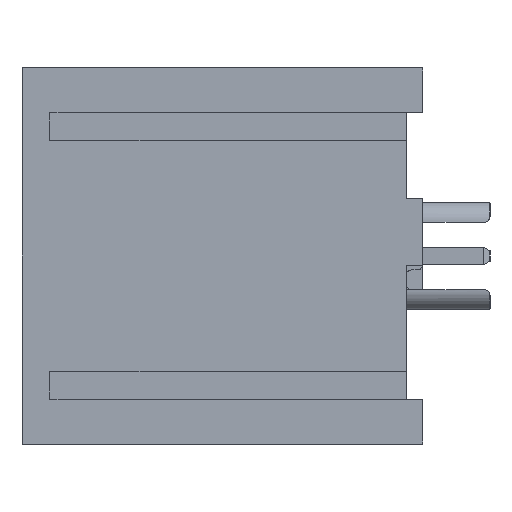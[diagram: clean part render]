
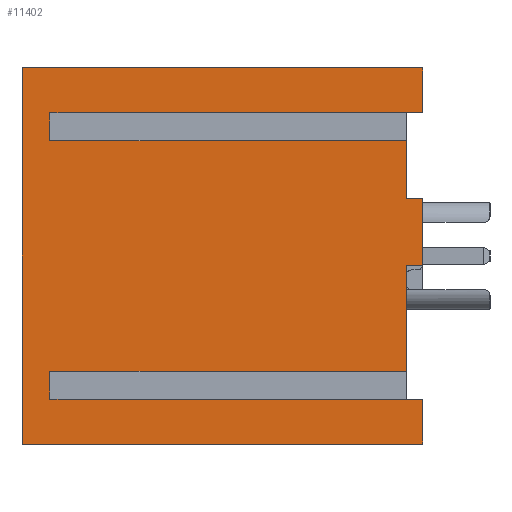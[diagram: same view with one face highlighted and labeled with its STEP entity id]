
A CAD part, left-side view. The second image highlights one B-rep face of the part: STEP entity #11402.
In plain terms, the highlighted planar face has unit normal (-1, 0, 0).
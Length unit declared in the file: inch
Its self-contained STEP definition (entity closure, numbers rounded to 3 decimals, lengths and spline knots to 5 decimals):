
#1844=ORIENTED_EDGE('',*,*,#3662,.F.);
#1845=ORIENTED_EDGE('',*,*,#4735,.T.);
#1846=ORIENTED_EDGE('',*,*,#4736,.T.);
#1847=ORIENTED_EDGE('',*,*,#4737,.F.);
#1848=ORIENTED_EDGE('',*,*,#3826,.F.);
#1849=ORIENTED_EDGE('',*,*,#4738,.T.);
#1850=ORIENTED_EDGE('',*,*,#4739,.T.);
#1851=ORIENTED_EDGE('',*,*,#4740,.F.);
#1852=ORIENTED_EDGE('',*,*,#4741,.F.);
#1853=ORIENTED_EDGE('',*,*,#3872,.F.);
#1854=ORIENTED_EDGE('',*,*,#4042,.T.);
#1855=ORIENTED_EDGE('',*,*,#4717,.T.);
#1856=ORIENTED_EDGE('',*,*,#4742,.F.);
#1857=ORIENTED_EDGE('',*,*,#4743,.F.);
#1858=ORIENTED_EDGE('',*,*,#4744,.T.);
#1859=ORIENTED_EDGE('',*,*,#4745,.T.);
#3662=EDGE_CURVE('',#5345,#5347,#6458,.T.);
#3826=EDGE_CURVE('',#5510,#5511,#6622,.T.);
#3872=EDGE_CURVE('',#5556,#5557,#6668,.T.);
#4042=EDGE_CURVE('',#5556,#5725,#6808,.T.);
#4717=EDGE_CURVE('',#5725,#6190,#7453,.T.);
#4735=EDGE_CURVE('',#5345,#6194,#7471,.T.);
#4736=EDGE_CURVE('',#6194,#6195,#7472,.T.);
#4737=EDGE_CURVE('',#5511,#6195,#7473,.T.);
#4738=EDGE_CURVE('',#5510,#6196,#7474,.T.);
#4739=EDGE_CURVE('',#6196,#6197,#7475,.T.);
#4740=EDGE_CURVE('',#6198,#6197,#7476,.T.);
#4741=EDGE_CURVE('',#5557,#6198,#7477,.T.);
#4742=EDGE_CURVE('',#6199,#6190,#7478,.T.);
#4743=EDGE_CURVE('',#6200,#6199,#7479,.T.);
#4744=EDGE_CURVE('',#6200,#6201,#7480,.T.);
#4745=EDGE_CURVE('',#6201,#5347,#7481,.T.);
#5345=VERTEX_POINT('',#15562);
#5347=VERTEX_POINT('',#15565);
#5510=VERTEX_POINT('',#15891);
#5511=VERTEX_POINT('',#15893);
#5556=VERTEX_POINT('',#15985);
#5557=VERTEX_POINT('',#15987);
#5725=VERTEX_POINT('',#16325);
#6190=VERTEX_POINT('',#17609);
#6194=VERTEX_POINT('',#17667);
#6195=VERTEX_POINT('',#17669);
#6196=VERTEX_POINT('',#17672);
#6197=VERTEX_POINT('',#17674);
#6198=VERTEX_POINT('',#17676);
#6199=VERTEX_POINT('',#17679);
#6200=VERTEX_POINT('',#17681);
#6201=VERTEX_POINT('',#17683);
#6458=LINE('',#15564,#7986);
#6622=LINE('',#15892,#8150);
#6668=LINE('',#15986,#8196);
#6808=LINE('',#16326,#8336);
#7453=LINE('',#17610,#8981);
#7471=LINE('',#17666,#8999);
#7472=LINE('',#17668,#9000);
#7473=LINE('',#17670,#9001);
#7474=LINE('',#17671,#9002);
#7475=LINE('',#17673,#9003);
#7476=LINE('',#17675,#9004);
#7477=LINE('',#17677,#9005);
#7478=LINE('',#17678,#9006);
#7479=LINE('',#17680,#9007);
#7480=LINE('',#17682,#9008);
#7481=LINE('',#17684,#9009);
#7986=VECTOR('',#12566,39.37008);
#8150=VECTOR('',#12730,39.37008);
#8196=VECTOR('',#12780,39.37008);
#8336=VECTOR('',#12982,39.37008);
#8981=VECTOR('',#13975,39.37008);
#8999=VECTOR('',#14063,39.37008);
#9000=VECTOR('',#14064,39.37008);
#9001=VECTOR('',#14065,39.37008);
#9002=VECTOR('',#14066,39.37008);
#9003=VECTOR('',#14067,39.37008);
#9004=VECTOR('',#14068,39.37008);
#9005=VECTOR('',#14069,39.37008);
#9006=VECTOR('',#14070,39.37008);
#9007=VECTOR('',#14071,39.37008);
#9008=VECTOR('',#14072,39.37008);
#9009=VECTOR('',#14073,39.37008);
#9713=EDGE_LOOP('',(#1844,#1845,#1846,#1847,#1848,#1849,#1850,#1851,#1852,
#1853,#1854,#1855,#1856,#1857,#1858,#1859));
#10315=FACE_BOUND('',#9713,.T.);
#10899=PLANE('',#12069);
#11402=ADVANCED_FACE('',(#10315),#10899,.F.);
#12069=AXIS2_PLACEMENT_3D('',#17665,#14061,#14062);
#12566=DIRECTION('',(0.,0.,-1.));
#12730=DIRECTION('',(0.,0.,-1.));
#12780=DIRECTION('',(0.,-1.,0.));
#12982=DIRECTION('',(0.,0.,-1.));
#13975=DIRECTION('',(0.,-1.,0.));
#14061=DIRECTION('',(1.,0.,0.));
#14062=DIRECTION('',(0.,0.,-1.));
#14063=DIRECTION('',(0.,-1.,0.));
#14064=DIRECTION('',(0.,0.,1.));
#14065=DIRECTION('',(0.,-1.,0.));
#14066=DIRECTION('',(0.,1.,0.));
#14067=DIRECTION('',(0.,0.,1.));
#14068=DIRECTION('',(0.,1.,0.));
#14069=DIRECTION('',(0.,0.,-1.));
#14070=DIRECTION('',(0.,0.,-1.));
#14071=DIRECTION('',(0.,-1.,0.));
#14072=DIRECTION('',(0.,0.,1.));
#14073=DIRECTION('',(0.,-1.,0.));
#15562=CARTESIAN_POINT('',(-0.715,0.015,-0.0085));
#15564=CARTESIAN_POINT('',(-0.715,0.015,0.168));
#15565=CARTESIAN_POINT('',(-0.715,0.015,-0.103));
#15891=CARTESIAN_POINT('',(-0.715,0.015,0.103));
#15892=CARTESIAN_POINT('',(-0.715,0.015,0.168));
#15893=CARTESIAN_POINT('',(-0.715,0.015,0.0515));
#15985=CARTESIAN_POINT('',(-0.715,0.3581,0.168));
#15986=CARTESIAN_POINT('',(-0.715,0.3581,0.168));
#15987=CARTESIAN_POINT('',(-0.715,0.,0.168));
#16325=CARTESIAN_POINT('',(-0.715,0.3581,-0.168));
#16326=CARTESIAN_POINT('',(-0.715,0.3581,0.168));
#17609=CARTESIAN_POINT('',(-0.715,0.,-0.168));
#17610=CARTESIAN_POINT('',(-0.715,0.3581,-0.168));
#17665=CARTESIAN_POINT('',(-0.715,0.3581,0.168));
#17666=CARTESIAN_POINT('',(-0.715,0.02,-0.0085));
#17667=CARTESIAN_POINT('',(-0.715,0.,-0.0085));
#17668=CARTESIAN_POINT('',(-0.715,0.,-0.0085));
#17669=CARTESIAN_POINT('',(-0.715,0.,0.0515));
#17670=CARTESIAN_POINT('',(-0.715,0.02,0.0515));
#17671=CARTESIAN_POINT('',(-0.715,0.3581,0.103));
#17672=CARTESIAN_POINT('',(-0.715,0.3331,0.103));
#17673=CARTESIAN_POINT('',(-0.715,0.3331,0.168));
#17674=CARTESIAN_POINT('',(-0.715,0.3331,0.128));
#17675=CARTESIAN_POINT('',(-0.715,0.3581,0.128));
#17676=CARTESIAN_POINT('',(-0.715,0.,0.128));
#17677=CARTESIAN_POINT('',(-0.715,0.,0.168));
#17678=CARTESIAN_POINT('',(-0.715,0.,0.168));
#17679=CARTESIAN_POINT('',(-0.715,0.,-0.128));
#17680=CARTESIAN_POINT('',(-0.715,0.3581,-0.128));
#17681=CARTESIAN_POINT('',(-0.715,0.3331,-0.128));
#17682=CARTESIAN_POINT('',(-0.715,0.3331,0.168));
#17683=CARTESIAN_POINT('',(-0.715,0.3331,-0.103));
#17684=CARTESIAN_POINT('',(-0.715,0.3581,-0.103));
